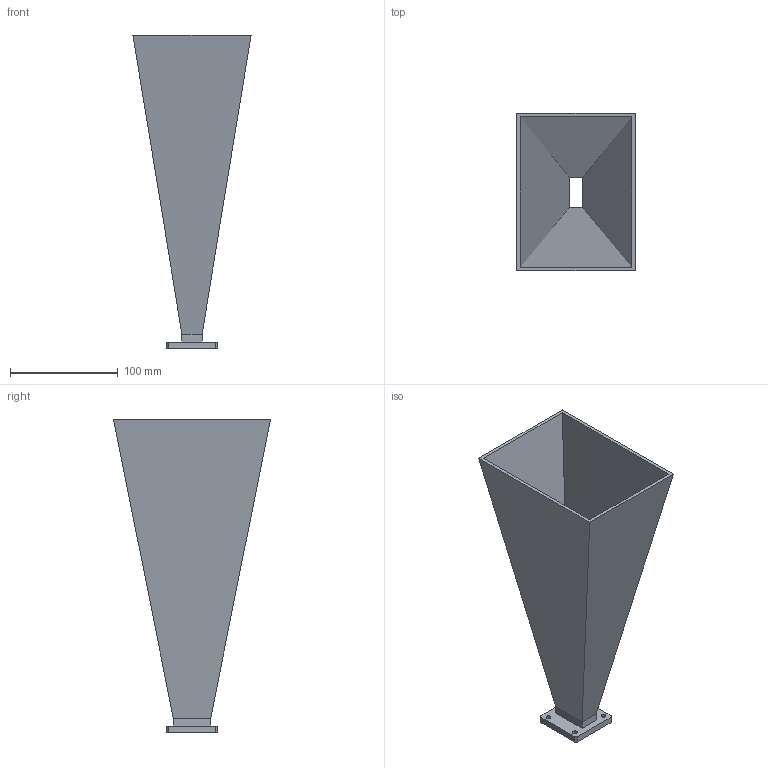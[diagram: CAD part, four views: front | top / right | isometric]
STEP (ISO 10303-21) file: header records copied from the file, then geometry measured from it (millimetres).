
FILE_DESCRIPTION (( 'STEP AP214' ), '1' );
FILE_NAME ('PEWAN112-20.step', '2021-09-15T18:25:36', ( '' ), ( '' ), 'SwSTEP 2.0', 'SolidWorks 2021', '' );
FILE_SCHEMA (( 'AUTOMOTIVE_DESIGN' ));
Length unit declared in the file: millimetre
Products named in the file (1): PEWAN112-20
Bounding box: 109.47 x 145.48 x 290 mm (x, y, z)
Volume: 300810.2 mm3; surface area: 173293 mm2
Topology: 1 solids, 1 shells, 38 faces, 106 edges, 72 vertices
Faces by surface type: plane 30, cylinder 8
Entity records: 1283 total; most frequent: CARTESIAN_POINT 217, ORIENTED_EDGE 212, DIRECTION 200, EDGE_CURVE 106, VECTOR 90, LINE 90, VERTEX_POINT 72, AXIS2_PLACEMENT_3D 55
